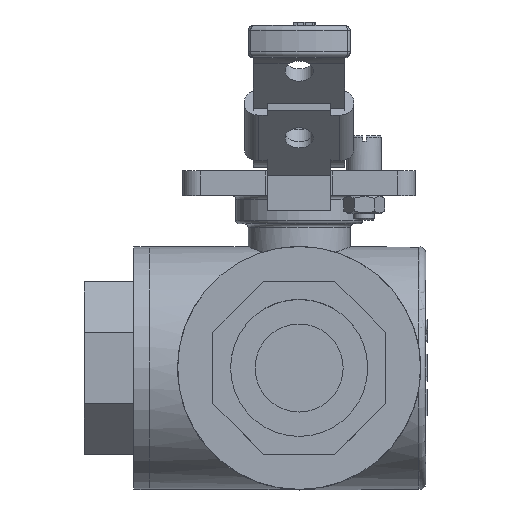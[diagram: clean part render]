
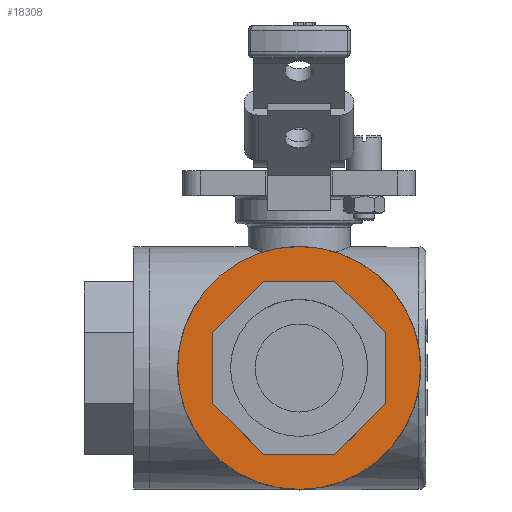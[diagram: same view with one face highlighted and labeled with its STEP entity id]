
A CAD part, top view. The second image highlights one B-rep face of the part: STEP entity #18308.
In plain terms, the highlighted planar face has unit normal (0, 0, 1).
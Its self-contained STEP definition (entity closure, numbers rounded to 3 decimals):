
#1084=FACE_BOUND('',#3186,.T.);
#1399=PLANE('',#19238);
#2157=FACE_OUTER_BOUND('',#3185,.T.);
#3185=EDGE_LOOP('',(#14069));
#3186=EDGE_LOOP('',(#14070,#14071,#14072,#14073,#14074,#14075,#14076,#14077));
#4535=LINE('',#28144,#6250);
#4539=LINE('',#28152,#6254);
#4542=LINE('',#28158,#6257);
#4545=LINE('',#28164,#6260);
#4548=LINE('',#28170,#6263);
#4551=LINE('',#28176,#6266);
#4554=LINE('',#28182,#6269);
#4557=LINE('',#28187,#6272);
#6250=VECTOR('',#21211,10.);
#6254=VECTOR('',#21217,10.);
#6257=VECTOR('',#21222,10.);
#6260=VECTOR('',#21227,10.);
#6263=VECTOR('',#21232,10.);
#6266=VECTOR('',#21237,10.);
#6269=VECTOR('',#21242,10.);
#6272=VECTOR('',#21247,10.);
#7275=CIRCLE('',#19235,34.5);
#8178=VERTEX_POINT('',#28142);
#8179=VERTEX_POINT('',#28143);
#8182=VERTEX_POINT('',#28151);
#8184=VERTEX_POINT('',#28157);
#8186=VERTEX_POINT('',#28163);
#8188=VERTEX_POINT('',#28169);
#8190=VERTEX_POINT('',#28175);
#8192=VERTEX_POINT('',#28181);
#8194=VERTEX_POINT('',#28191);
#10276=EDGE_CURVE('',#8178,#8179,#4535,.T.);
#10280=EDGE_CURVE('',#8179,#8182,#4539,.T.);
#10283=EDGE_CURVE('',#8182,#8184,#4542,.T.);
#10286=EDGE_CURVE('',#8184,#8186,#4545,.T.);
#10289=EDGE_CURVE('',#8186,#8188,#4548,.T.);
#10292=EDGE_CURVE('',#8188,#8190,#4551,.T.);
#10295=EDGE_CURVE('',#8190,#8192,#4554,.T.);
#10298=EDGE_CURVE('',#8192,#8178,#4557,.T.);
#10300=EDGE_CURVE('',#8194,#8194,#7275,.T.);
#14069=ORIENTED_EDGE('',*,*,#10300,.T.);
#14070=ORIENTED_EDGE('',*,*,#10276,.T.);
#14071=ORIENTED_EDGE('',*,*,#10280,.T.);
#14072=ORIENTED_EDGE('',*,*,#10283,.T.);
#14073=ORIENTED_EDGE('',*,*,#10286,.T.);
#14074=ORIENTED_EDGE('',*,*,#10289,.T.);
#14075=ORIENTED_EDGE('',*,*,#10292,.T.);
#14076=ORIENTED_EDGE('',*,*,#10295,.T.);
#14077=ORIENTED_EDGE('',*,*,#10298,.T.);
#18308=ADVANCED_FACE('',(#2157,#1084),#1399,.T.);
#19235=AXIS2_PLACEMENT_3D('',#28192,#21253,#21254);
#19238=AXIS2_PLACEMENT_3D('',#28197,#21260,#21261);
#21211=DIRECTION('',(-1.,0.,0.));
#21217=DIRECTION('',(-0.707,0.707,0.));
#21222=DIRECTION('',(0.,1.,0.));
#21227=DIRECTION('',(0.707,0.707,0.));
#21232=DIRECTION('',(1.,0.,0.));
#21237=DIRECTION('',(0.707,-0.707,0.));
#21242=DIRECTION('',(0.,-1.,0.));
#21247=DIRECTION('',(-0.707,-0.707,0.));
#21253=DIRECTION('center_axis',(0.,0.,1.));
#21254=DIRECTION('ref_axis',(0.,1.,0.));
#21260=DIRECTION('center_axis',(0.,0.,1.));
#21261=DIRECTION('ref_axis',(0.,-1.,0.));
#28142=CARTESIAN_POINT('',(10.148,-24.5,47.));
#28143=CARTESIAN_POINT('',(-10.148,-24.5,47.));
#28144=CARTESIAN_POINT('',(-5.074,-24.5,47.));
#28151=CARTESIAN_POINT('',(-24.5,-10.148,47.));
#28152=CARTESIAN_POINT('',(-20.912,-13.736,47.));
#28157=CARTESIAN_POINT('',(-24.5,10.148,47.));
#28158=CARTESIAN_POINT('',(-24.5,5.074,47.));
#28163=CARTESIAN_POINT('',(-10.148,24.5,47.));
#28164=CARTESIAN_POINT('',(-13.736,20.912,47.));
#28169=CARTESIAN_POINT('',(10.148,24.5,47.));
#28170=CARTESIAN_POINT('',(5.074,24.5,47.));
#28175=CARTESIAN_POINT('',(24.5,10.148,47.));
#28176=CARTESIAN_POINT('',(20.912,13.736,47.));
#28181=CARTESIAN_POINT('',(24.5,-10.148,47.));
#28182=CARTESIAN_POINT('',(24.5,-5.074,47.));
#28187=CARTESIAN_POINT('',(13.736,-20.912,47.));
#28191=CARTESIAN_POINT('',(0.,-34.5,47.));
#28192=CARTESIAN_POINT('Origin',(0.,0.,47.));
#28197=CARTESIAN_POINT('Origin',(0.,0.,47.));
